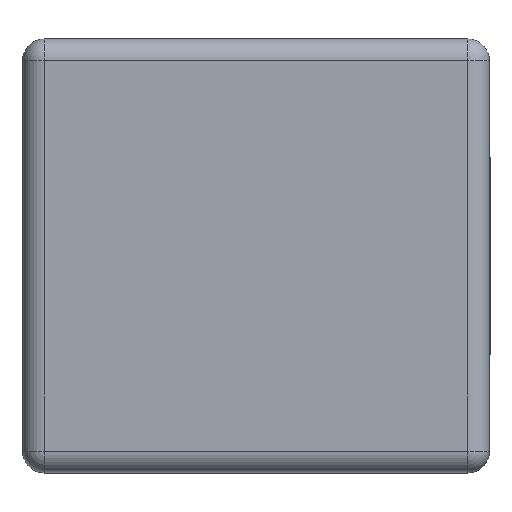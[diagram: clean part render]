
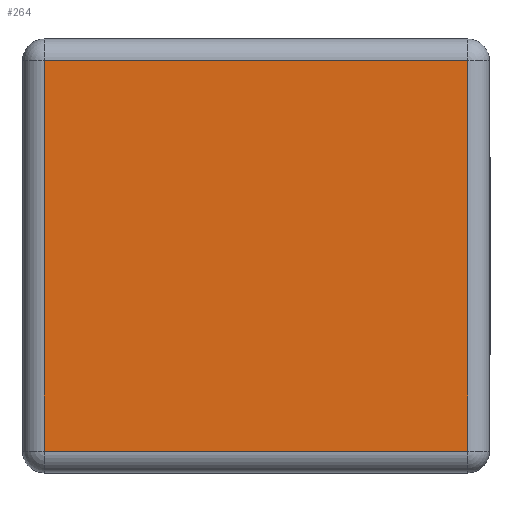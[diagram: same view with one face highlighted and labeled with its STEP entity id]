
A CAD part, top view. The second image highlights one B-rep face of the part: STEP entity #264.
In plain terms, the highlighted planar face has unit normal (0, 0, 1).
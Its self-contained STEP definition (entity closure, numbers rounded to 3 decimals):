
#13=DIRECTION('',(0.,0.,1.));
#27=VECTOR('',#28,1.);
#28=DIRECTION('',(0.,1.,0.));
#68=DIRECTION('',(1.,0.,0.));
#74=VERTEX_POINT('',#75);
#75=CARTESIAN_POINT('',(-3.22,-2.97,2.4));
#84=VERTEX_POINT('',#85);
#85=CARTESIAN_POINT('',(-3.22,2.97,2.4));
#90=ORIENTED_EDGE('',*,*,#91,.F.);
#91=EDGE_CURVE('',#74,#84,#92,.T.);
#92=LINE('',#75,#27);
#136=VECTOR('',#68,1.);
#264=ADVANCED_FACE('',(#265),#284,.T.);
#265=FACE_BOUND('',#266,.T.);
#266=EDGE_LOOP('',(#267,#90,#272,#279));
#267=ORIENTED_EDGE('',*,*,#268,.F.);
#268=EDGE_CURVE('',#84,#269,#271,.T.);
#269=VERTEX_POINT('',#270);
#270=CARTESIAN_POINT('',(3.22,2.97,2.4));
#271=LINE('',#85,#136);
#272=ORIENTED_EDGE('',*,*,#273,.F.);
#273=EDGE_CURVE('',#274,#74,#276,.T.);
#274=VERTEX_POINT('',#275);
#275=CARTESIAN_POINT('',(3.22,-2.97,2.4));
#276=LINE('',#275,#277);
#277=VECTOR('',#278,1.);
#278=DIRECTION('',(-1.,-0.,-0.));
#279=ORIENTED_EDGE('',*,*,#280,.F.);
#280=EDGE_CURVE('',#269,#274,#281,.T.);
#281=LINE('',#270,#282);
#282=VECTOR('',#283,1.);
#283=DIRECTION('',(-0.,-1.,-0.));
#284=PLANE('',#285);
#285=AXIS2_PLACEMENT_3D('',#286,#13,#68);
#286=CARTESIAN_POINT('',(-3.55,-3.3,2.4));
